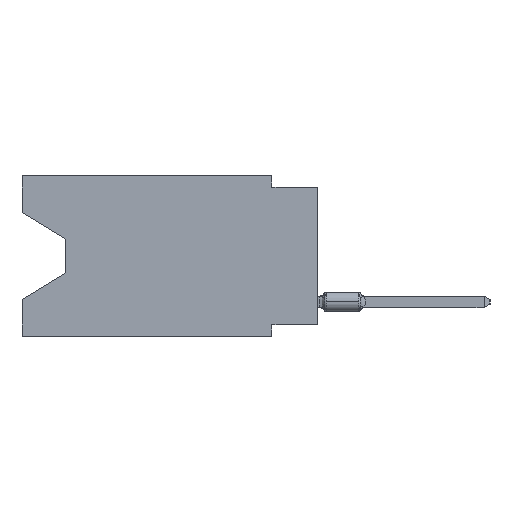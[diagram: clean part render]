
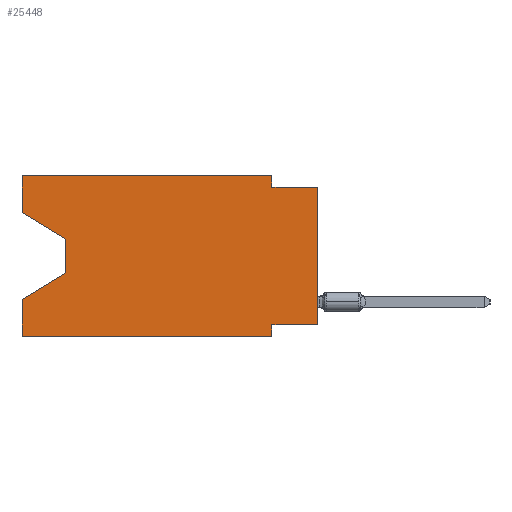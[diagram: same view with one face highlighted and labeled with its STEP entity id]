
A CAD part, left-side view. The second image highlights one B-rep face of the part: STEP entity #25448.
In plain terms, the highlighted planar face has unit normal (-1, 0, 0).
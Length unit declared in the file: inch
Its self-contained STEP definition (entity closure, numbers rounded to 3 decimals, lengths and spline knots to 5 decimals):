
#364 = EDGE_CURVE ( 'NONE', #14452, #6879, #28543, .T. ) ;
#838 = CARTESIAN_POINT ( 'NONE',  ( 0., 0.55, -0.138 ) ) ;
#999 = CARTESIAN_POINT ( 'NONE',  ( 0., 0.645, -0.35 ) ) ;
#1466 = CARTESIAN_POINT ( 'NONE',  ( 0., 0., -0.325 ) ) ;
#2024 = CARTESIAN_POINT ( 'NONE',  ( 0., 0.1, -0.025 ) ) ;
#3261 = ORIENTED_EDGE ( 'NONE', *, *, #22756, .F. ) ;
#3932 = DIRECTION ( 'NONE',  ( 0., -1., 0. ) ) ;
#4116 = EDGE_CURVE ( 'NONE', #13455, #25418, #27052, .T. ) ;
#4208 = VERTEX_POINT ( 'NONE', #22881 ) ;
#4299 = DIRECTION ( 'NONE',  ( 0., 0.855, -0.519 ) ) ;
#5545 = EDGE_CURVE ( 'NONE', #18392, #14452, #11246, .T. ) ;
#5712 = ORIENTED_EDGE ( 'NONE', *, *, #18445, .T. ) ;
#5865 = ORIENTED_EDGE ( 'NONE', *, *, #21790, .F. ) ;
#6031 = EDGE_CURVE ( 'NONE', #18392, #6844, #10115, .T. ) ;
#6364 = VECTOR ( 'NONE', #14797, 39.37008 ) ;
#6839 = DIRECTION ( 'NONE',  ( 0., 0., -1. ) ) ;
#6844 = VERTEX_POINT ( 'NONE', #24736 ) ;
#6879 = VERTEX_POINT ( 'NONE', #19957 ) ;
#6982 = CARTESIAN_POINT ( 'NONE',  ( 0., 0., -0.025 ) ) ;
#7308 = CARTESIAN_POINT ( 'NONE',  ( 0., 0.645, 0. ) ) ;
#7804 = CARTESIAN_POINT ( 'NONE',  ( 0., 0.645, 0. ) ) ;
#8183 = EDGE_CURVE ( 'NONE', #18722, #13455, #16240, .T. ) ;
#8578 = VECTOR ( 'NONE', #4299, 39.37008 ) ;
#8720 = VECTOR ( 'NONE', #22135, 39.37008 ) ;
#8744 = ORIENTED_EDGE ( 'NONE', *, *, #5545, .F. ) ;
#8825 = DIRECTION ( 'NONE',  ( 0., -0.855, -0.519 ) ) ;
#9277 = AXIS2_PLACEMENT_3D ( 'NONE', #7308, #16576, #6839 ) ;
#10115 = LINE ( 'NONE', #14763, #26097 ) ;
#10255 = DIRECTION ( 'NONE',  ( 0., 0., 1. ) ) ;
#10329 = CARTESIAN_POINT ( 'NONE',  ( 0., 0.1, -0.35 ) ) ;
#10539 = ORIENTED_EDGE ( 'NONE', *, *, #8183, .T. ) ;
#10861 = LINE ( 'NONE', #12720, #12435 ) ;
#11246 = LINE ( 'NONE', #20673, #6364 ) ;
#12435 = VECTOR ( 'NONE', #20288, 39.37008 ) ;
#12720 = CARTESIAN_POINT ( 'NONE',  ( 0., 0.1, 0. ) ) ;
#13455 = VERTEX_POINT ( 'NONE', #30077 ) ;
#14094 = PLANE ( 'NONE',  #9277 ) ;
#14255 = FACE_OUTER_BOUND ( 'NONE', #17445, .T. ) ;
#14452 = VERTEX_POINT ( 'NONE', #29440 ) ;
#14763 = CARTESIAN_POINT ( 'NONE',  ( 0., 0., 0. ) ) ;
#14797 = DIRECTION ( 'NONE',  ( 0., 1., 0. ) ) ;
#14899 = LINE ( 'NONE', #23847, #20176 ) ;
#15111 = DIRECTION ( 'NONE',  ( 0., 0., -1. ) ) ;
#16043 = LINE ( 'NONE', #20971, #8578 ) ;
#16049 = VERTEX_POINT ( 'NONE', #22754 ) ;
#16240 = LINE ( 'NONE', #27357, #17170 ) ;
#16431 = CARTESIAN_POINT ( 'NONE',  ( 0., 0.55, -0.212 ) ) ;
#16458 = CARTESIAN_POINT ( 'NONE',  ( 0., 0.645, -0.26975 ) ) ;
#16576 = DIRECTION ( 'NONE',  ( 1., 0., 0. ) ) ;
#17075 = LINE ( 'NONE', #7804, #30092 ) ;
#17170 = VECTOR ( 'NONE', #8825, 39.37008 ) ;
#17445 = EDGE_LOOP ( 'NONE', ( #10539, #24463, #27443, #20277, #5712, #25254, #8744, #27707, #5865, #3261, #27298, #25249 ) ) ;
#17719 = VERTEX_POINT ( 'NONE', #999 ) ;
#18392 = VERTEX_POINT ( 'NONE', #1466 ) ;
#18445 = EDGE_CURVE ( 'NONE', #17719, #6879, #22609, .T. ) ;
#18722 = VERTEX_POINT ( 'NONE', #19502 ) ;
#18995 = VERTEX_POINT ( 'NONE', #2024 ) ;
#19502 = CARTESIAN_POINT ( 'NONE',  ( 0., 0.645, -0.08025 ) ) ;
#19903 = VECTOR ( 'NONE', #15111, 39.37008 ) ;
#19957 = CARTESIAN_POINT ( 'NONE',  ( 0., 0.1, -0.35 ) ) ;
#20176 = VECTOR ( 'NONE', #10255, 39.37008 ) ;
#20277 = ORIENTED_EDGE ( 'NONE', *, *, #30102, .F. ) ;
#20288 = DIRECTION ( 'NONE',  ( 0., 0., -1. ) ) ;
#20312 = VECTOR ( 'NONE', #23961, 39.37008 ) ;
#20673 = CARTESIAN_POINT ( 'NONE',  ( 0., 0., -0.325 ) ) ;
#20971 = CARTESIAN_POINT ( 'NONE',  ( 0., 0.55, -0.212 ) ) ;
#21790 = EDGE_CURVE ( 'NONE', #18995, #6844, #26277, .T. ) ;
#22135 = DIRECTION ( 'NONE',  ( 0., 0., -1. ) ) ;
#22609 = LINE ( 'NONE', #27536, #26939 ) ;
#22754 = CARTESIAN_POINT ( 'NONE',  ( 0., 0.1, 0. ) ) ;
#22756 = EDGE_CURVE ( 'NONE', #16049, #18995, #10861, .T. ) ;
#22881 = CARTESIAN_POINT ( 'NONE',  ( 0., 0.645, 0. ) ) ;
#23847 = CARTESIAN_POINT ( 'NONE',  ( 0., 0.645, 0. ) ) ;
#23961 = DIRECTION ( 'NONE',  ( 0., -1., 0. ) ) ;
#24169 = CARTESIAN_POINT ( 'NONE',  ( 0., 0.645, 0. ) ) ;
#24326 = DIRECTION ( 'NONE',  ( 0., 0., 1. ) ) ;
#24464 = EDGE_CURVE ( 'NONE', #25418, #28756, #16043, .T. ) ;
#24463 = ORIENTED_EDGE ( 'NONE', *, *, #4116, .T. ) ;
#24624 = LINE ( 'NONE', #24169, #25519 ) ;
#24736 = CARTESIAN_POINT ( 'NONE',  ( 0., 0., -0.025 ) ) ;
#25219 = EDGE_CURVE ( 'NONE', #4208, #16049, #24624, .T. ) ;
#25249 = ORIENTED_EDGE ( 'NONE', *, *, #26486, .F. ) ;
#25254 = ORIENTED_EDGE ( 'NONE', *, *, #364, .F. ) ;
#25418 = VERTEX_POINT ( 'NONE', #16431 ) ;
#25448 = ADVANCED_FACE ( 'NONE', ( #14255 ), #14094, .F. ) ;
#25519 = VECTOR ( 'NONE', #29269, 39.37008 ) ;
#26097 = VECTOR ( 'NONE', #26176, 39.37008 ) ;
#26176 = DIRECTION ( 'NONE',  ( 0., 0., 1. ) ) ;
#26277 = LINE ( 'NONE', #6982, #20312 ) ;
#26486 = EDGE_CURVE ( 'NONE', #18722, #4208, #14899, .T. ) ;
#26939 = VECTOR ( 'NONE', #3932, 39.37008 ) ;
#27052 = LINE ( 'NONE', #838, #8720 ) ;
#27298 = ORIENTED_EDGE ( 'NONE', *, *, #25219, .F. ) ;
#27357 = CARTESIAN_POINT ( 'NONE',  ( 0., 0.645, -0.08025 ) ) ;
#27443 = ORIENTED_EDGE ( 'NONE', *, *, #24464, .T. ) ;
#27536 = CARTESIAN_POINT ( 'NONE',  ( 0., 0.645, -0.35 ) ) ;
#27707 = ORIENTED_EDGE ( 'NONE', *, *, #6031, .T. ) ;
#28543 = LINE ( 'NONE', #10329, #19903 ) ;
#28756 = VERTEX_POINT ( 'NONE', #16458 ) ;
#29269 = DIRECTION ( 'NONE',  ( 0., -1., 0. ) ) ;
#29440 = CARTESIAN_POINT ( 'NONE',  ( 0., 0.1, -0.325 ) ) ;
#30077 = CARTESIAN_POINT ( 'NONE',  ( 0., 0.55, -0.138 ) ) ;
#30092 = VECTOR ( 'NONE', #24326, 39.37008 ) ;
#30102 = EDGE_CURVE ( 'NONE', #17719, #28756, #17075, .T. ) ;
